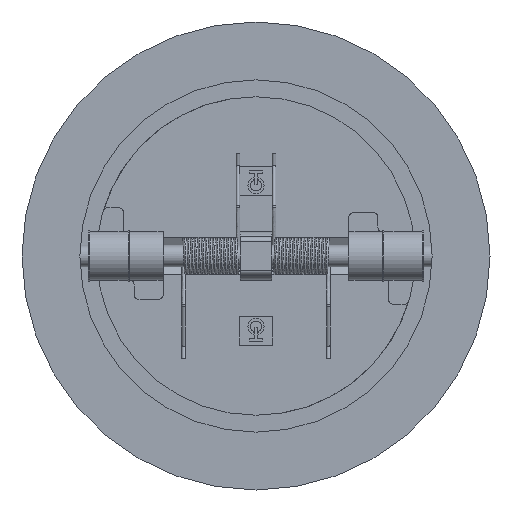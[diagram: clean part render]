
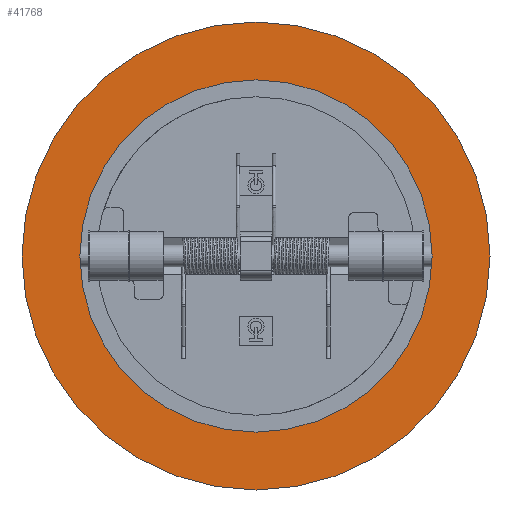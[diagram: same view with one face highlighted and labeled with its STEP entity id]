
A CAD part, front view. The second image highlights one B-rep face of the part: STEP entity #41768.
In plain terms, the highlighted planar face has unit normal (0, -1, 0).
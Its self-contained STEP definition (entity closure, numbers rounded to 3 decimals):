
#2148 = AXIS2_PLACEMENT_3D ( 'NONE', #4139, #42961, #34560 ) ;
#4139 = CARTESIAN_POINT ( 'NONE',  ( 0., 0., 0. ) ) ;
#4359 = CARTESIAN_POINT ( 'NONE',  ( 0., 0., -97. ) ) ;
#4477 = EDGE_CURVE ( 'NONE', #36100, #5761, #8883, .T. ) ;
#4537 = PLANE ( 'NONE',  #2148 ) ;
#5761 = VERTEX_POINT ( 'NONE', #39527 ) ;
#5887 = CIRCLE ( 'NONE', #7210, 73. ) ;
#5938 = CARTESIAN_POINT ( 'NONE',  ( 0., 0., 97. ) ) ;
#6379 = AXIS2_PLACEMENT_3D ( 'NONE', #53703, #27195, #18400 ) ;
#7210 = AXIS2_PLACEMENT_3D ( 'NONE', #7325, #41560, #32969 ) ;
#7325 = CARTESIAN_POINT ( 'NONE',  ( 0., 0., 0. ) ) ;
#8883 = CIRCLE ( 'NONE', #6379, 73. ) ;
#9293 = EDGE_CURVE ( 'NONE', #5761, #36100, #5887, .T. ) ;
#12149 = DIRECTION ( 'NONE',  ( 0., -1., 0. ) ) ;
#13557 = EDGE_LOOP ( 'NONE', ( #45300, #20257 ) ) ;
#14234 = FACE_OUTER_BOUND ( 'NONE', #23864, .T. ) ;
#15744 = ORIENTED_EDGE ( 'NONE', *, *, #18952, .T. ) ;
#18151 = VERTEX_POINT ( 'NONE', #5938 ) ;
#18400 = DIRECTION ( 'NONE',  ( 0., 0., -1. ) ) ;
#18952 = EDGE_CURVE ( 'NONE', #54980, #18151, #36825, .T. ) ;
#20257 = ORIENTED_EDGE ( 'NONE', *, *, #9293, .F. ) ;
#20395 = DIRECTION ( 'NONE',  ( 0., 0., -1. ) ) ;
#20725 = ORIENTED_EDGE ( 'NONE', *, *, #48639, .T. ) ;
#21675 = AXIS2_PLACEMENT_3D ( 'NONE', #38706, #42919, #20395 ) ;
#21813 = AXIS2_PLACEMENT_3D ( 'NONE', #33765, #12149, #33948 ) ;
#23864 = EDGE_LOOP ( 'NONE', ( #15744, #20725 ) ) ;
#27195 = DIRECTION ( 'NONE',  ( 0., -1., 0. ) ) ;
#32969 = DIRECTION ( 'NONE',  ( 0., 0., -1. ) ) ;
#33765 = CARTESIAN_POINT ( 'NONE',  ( 0., 0., 0. ) ) ;
#33948 = DIRECTION ( 'NONE',  ( 0., 0., -1. ) ) ;
#34560 = DIRECTION ( 'NONE',  ( 0., 0., 1. ) ) ;
#36100 = VERTEX_POINT ( 'NONE', #55406 ) ;
#36109 = FACE_BOUND ( 'NONE', #13557, .T. ) ;
#36825 = CIRCLE ( 'NONE', #21675, 97. ) ;
#38706 = CARTESIAN_POINT ( 'NONE',  ( 0., 0., 0. ) ) ;
#39527 = CARTESIAN_POINT ( 'NONE',  ( 0., 0., 73. ) ) ;
#41560 = DIRECTION ( 'NONE',  ( 0., -1., 0. ) ) ;
#41768 = ADVANCED_FACE ( 'NONE', ( #36109, #14234 ), #4537, .F. ) ;
#42919 = DIRECTION ( 'NONE',  ( 0., -1., 0. ) ) ;
#42961 = DIRECTION ( 'NONE',  ( 0., 1., 0. ) ) ;
#45300 = ORIENTED_EDGE ( 'NONE', *, *, #4477, .F. ) ;
#48639 = EDGE_CURVE ( 'NONE', #18151, #54980, #49323, .T. ) ;
#49323 = CIRCLE ( 'NONE', #21813, 97. ) ;
#53703 = CARTESIAN_POINT ( 'NONE',  ( 0., 0., 0. ) ) ;
#54980 = VERTEX_POINT ( 'NONE', #4359 ) ;
#55406 = CARTESIAN_POINT ( 'NONE',  ( 0., 0., -73. ) ) ;
